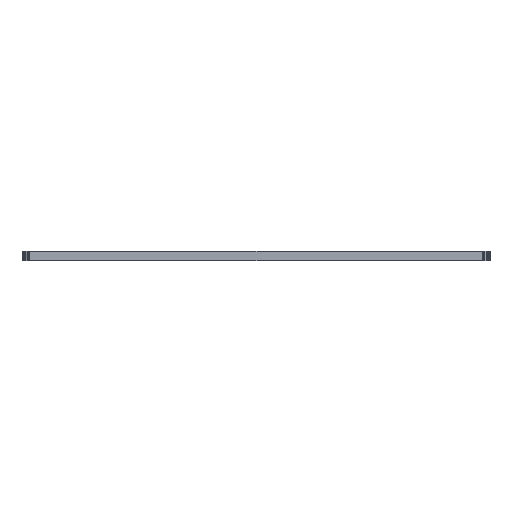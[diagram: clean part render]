
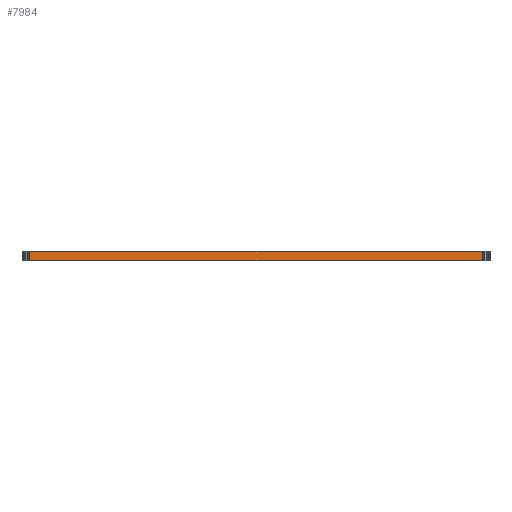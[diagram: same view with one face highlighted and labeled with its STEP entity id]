
A CAD part, left-side view. The second image highlights one B-rep face of the part: STEP entity #7984.
In plain terms, the highlighted planar face has unit normal (-1, 0, 0).
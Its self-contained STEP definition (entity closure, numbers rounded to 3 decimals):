
#90 = PLANE('',#91);
#91 = AXIS2_PLACEMENT_3D('',#92,#93,#94);
#92 = CARTESIAN_POINT('',(145.2,-67.1,1.58));
#93 = DIRECTION('',(-0.,-0.,-1.));
#94 = DIRECTION('',(-1.,0.,0.));
#144 = PLANE('',#145);
#145 = AXIS2_PLACEMENT_3D('',#146,#147,#148);
#146 = CARTESIAN_POINT('',(145.2,-67.1,0.));
#147 = DIRECTION('',(-0.,-0.,-1.));
#148 = DIRECTION('',(-1.,0.,0.));
#1009 = VERTEX_POINT('',#1010);
#1010 = CARTESIAN_POINT('',(87.975,-103.93,0.));
#1024 = PLANE('',#1025);
#1025 = AXIS2_PLACEMENT_3D('',#1026,#1027,#1028);
#1026 = CARTESIAN_POINT('',(87.994,-104.151,0.));
#1027 = DIRECTION('',(-0.996,-0.087,0.));
#1028 = DIRECTION('',(-0.087,0.996,0.));
#1036 = EDGE_CURVE('',#1009,#1037,#1039,.T.);
#1037 = VERTEX_POINT('',#1038);
#1038 = CARTESIAN_POINT('',(87.975,-30.27,0.));
#1039 = SURFACE_CURVE('',#1040,(#1044,#1051),.PCURVE_S1.);
#1040 = LINE('',#1041,#1042);
#1041 = CARTESIAN_POINT('',(87.975,-103.93,0.));
#1042 = VECTOR('',#1043,1.);
#1043 = DIRECTION('',(0.,1.,0.));
#1044 = PCURVE('',#144,#1045);
#1045 = DEFINITIONAL_REPRESENTATION('',(#1046),#1050);
#1046 = LINE('',#1047,#1048);
#1047 = CARTESIAN_POINT('',(57.225,-36.83));
#1048 = VECTOR('',#1049,1.);
#1049 = DIRECTION('',(0.,1.));
#1050 = ( GEOMETRIC_REPRESENTATION_CONTEXT(2) 
PARAMETRIC_REPRESENTATION_CONTEXT() REPRESENTATION_CONTEXT('2D SPACE',''
  ) );
#1051 = PCURVE('',#1052,#1057);
#1052 = PLANE('',#1053);
#1053 = AXIS2_PLACEMENT_3D('',#1054,#1055,#1056);
#1054 = CARTESIAN_POINT('',(87.975,-103.93,0.));
#1055 = DIRECTION('',(-1.,0.,0.));
#1056 = DIRECTION('',(0.,1.,0.));
#1057 = DEFINITIONAL_REPRESENTATION('',(#1058),#1062);
#1058 = LINE('',#1059,#1060);
#1059 = CARTESIAN_POINT('',(0.,0.));
#1060 = VECTOR('',#1061,1.);
#1061 = DIRECTION('',(1.,0.));
#1062 = ( GEOMETRIC_REPRESENTATION_CONTEXT(2) 
PARAMETRIC_REPRESENTATION_CONTEXT() REPRESENTATION_CONTEXT('2D SPACE',''
  ) );
#1080 = PLANE('',#1081);
#1081 = AXIS2_PLACEMENT_3D('',#1082,#1083,#1084);
#1082 = CARTESIAN_POINT('',(87.975,-30.27,0.));
#1083 = DIRECTION('',(-0.996,0.087,0.));
#1084 = DIRECTION('',(0.087,0.996,0.));
#4795 = VERTEX_POINT('',#4796);
#4796 = CARTESIAN_POINT('',(87.975,-103.93,1.58));
#4817 = EDGE_CURVE('',#4795,#4818,#4820,.T.);
#4818 = VERTEX_POINT('',#4819);
#4819 = CARTESIAN_POINT('',(87.975,-30.27,1.58));
#4820 = SURFACE_CURVE('',#4821,(#4825,#4832),.PCURVE_S1.);
#4821 = LINE('',#4822,#4823);
#4822 = CARTESIAN_POINT('',(87.975,-103.93,1.58));
#4823 = VECTOR('',#4824,1.);
#4824 = DIRECTION('',(0.,1.,0.));
#4825 = PCURVE('',#90,#4826);
#4826 = DEFINITIONAL_REPRESENTATION('',(#4827),#4831);
#4827 = LINE('',#4828,#4829);
#4828 = CARTESIAN_POINT('',(57.225,-36.83));
#4829 = VECTOR('',#4830,1.);
#4830 = DIRECTION('',(0.,1.));
#4831 = ( GEOMETRIC_REPRESENTATION_CONTEXT(2) 
PARAMETRIC_REPRESENTATION_CONTEXT() REPRESENTATION_CONTEXT('2D SPACE',''
  ) );
#4832 = PCURVE('',#1052,#4833);
#4833 = DEFINITIONAL_REPRESENTATION('',(#4834),#4838);
#4834 = LINE('',#4835,#4836);
#4835 = CARTESIAN_POINT('',(0.,-1.58));
#4836 = VECTOR('',#4837,1.);
#4837 = DIRECTION('',(1.,0.));
#4838 = ( GEOMETRIC_REPRESENTATION_CONTEXT(2) 
PARAMETRIC_REPRESENTATION_CONTEXT() REPRESENTATION_CONTEXT('2D SPACE',''
  ) );
#7934 = EDGE_CURVE('',#1037,#4818,#7935,.T.);
#7935 = SURFACE_CURVE('',#7936,(#7940,#7947),.PCURVE_S1.);
#7936 = LINE('',#7937,#7938);
#7937 = CARTESIAN_POINT('',(87.975,-30.27,0.));
#7938 = VECTOR('',#7939,1.);
#7939 = DIRECTION('',(0.,0.,1.));
#7940 = PCURVE('',#1080,#7941);
#7941 = DEFINITIONAL_REPRESENTATION('',(#7942),#7946);
#7942 = LINE('',#7943,#7944);
#7943 = CARTESIAN_POINT('',(0.,0.));
#7944 = VECTOR('',#7945,1.);
#7945 = DIRECTION('',(0.,-1.));
#7946 = ( GEOMETRIC_REPRESENTATION_CONTEXT(2) 
PARAMETRIC_REPRESENTATION_CONTEXT() REPRESENTATION_CONTEXT('2D SPACE',''
  ) );
#7947 = PCURVE('',#1052,#7948);
#7948 = DEFINITIONAL_REPRESENTATION('',(#7949),#7953);
#7949 = LINE('',#7950,#7951);
#7950 = CARTESIAN_POINT('',(73.66,0.));
#7951 = VECTOR('',#7952,1.);
#7952 = DIRECTION('',(0.,-1.));
#7953 = ( GEOMETRIC_REPRESENTATION_CONTEXT(2) 
PARAMETRIC_REPRESENTATION_CONTEXT() REPRESENTATION_CONTEXT('2D SPACE',''
  ) );
#7984 = ADVANCED_FACE('',(#7985),#1052,.T.);
#7985 = FACE_BOUND('',#7986,.T.);
#7986 = EDGE_LOOP('',(#7987,#8008,#8009,#8010));
#7987 = ORIENTED_EDGE('',*,*,#7988,.T.);
#7988 = EDGE_CURVE('',#1009,#4795,#7989,.T.);
#7989 = SURFACE_CURVE('',#7990,(#7994,#8001),.PCURVE_S1.);
#7990 = LINE('',#7991,#7992);
#7991 = CARTESIAN_POINT('',(87.975,-103.93,0.));
#7992 = VECTOR('',#7993,1.);
#7993 = DIRECTION('',(0.,0.,1.));
#7994 = PCURVE('',#1052,#7995);
#7995 = DEFINITIONAL_REPRESENTATION('',(#7996),#8000);
#7996 = LINE('',#7997,#7998);
#7997 = CARTESIAN_POINT('',(0.,0.));
#7998 = VECTOR('',#7999,1.);
#7999 = DIRECTION('',(0.,-1.));
#8000 = ( GEOMETRIC_REPRESENTATION_CONTEXT(2) 
PARAMETRIC_REPRESENTATION_CONTEXT() REPRESENTATION_CONTEXT('2D SPACE',''
  ) );
#8001 = PCURVE('',#1024,#8002);
#8002 = DEFINITIONAL_REPRESENTATION('',(#8003),#8007);
#8003 = LINE('',#8004,#8005);
#8004 = CARTESIAN_POINT('',(0.221,0.));
#8005 = VECTOR('',#8006,1.);
#8006 = DIRECTION('',(0.,-1.));
#8007 = ( GEOMETRIC_REPRESENTATION_CONTEXT(2) 
PARAMETRIC_REPRESENTATION_CONTEXT() REPRESENTATION_CONTEXT('2D SPACE',''
  ) );
#8008 = ORIENTED_EDGE('',*,*,#4817,.T.);
#8009 = ORIENTED_EDGE('',*,*,#7934,.F.);
#8010 = ORIENTED_EDGE('',*,*,#1036,.F.);
